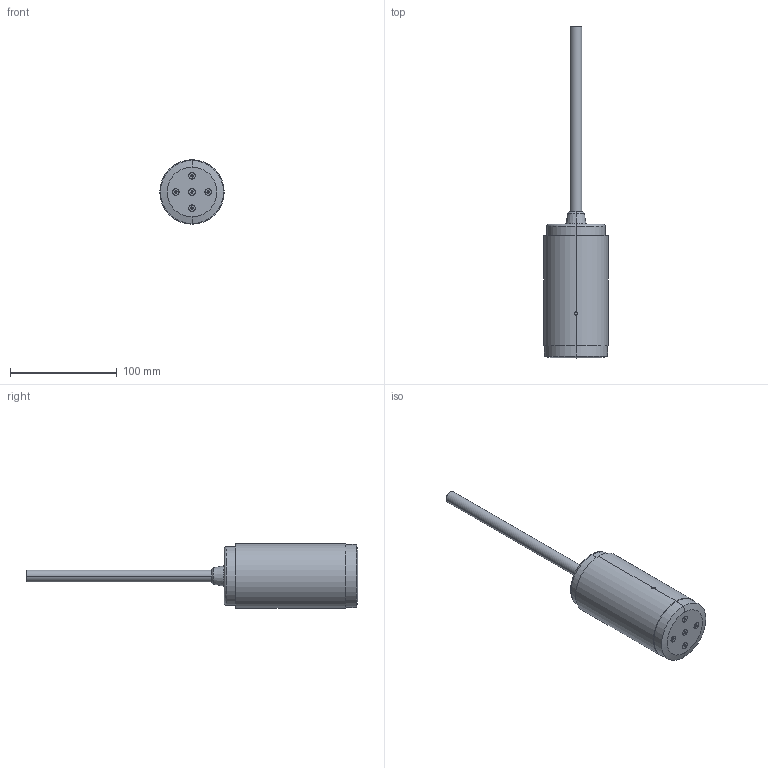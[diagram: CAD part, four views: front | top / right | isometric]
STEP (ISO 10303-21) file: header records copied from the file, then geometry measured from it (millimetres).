
FILE_DESCRIPTION (( 'STEP AP214' ), '1' );
FILE_NAME ('EML224S Customer vers.STEP', '2021-10-07T13:03:56', ( '' ), ( '' ), 'SwSTEP 2.0', 'SolidWorks 2020', '' );
FILE_SCHEMA (( 'AUTOMOTIVE_DESIGN' ));
Length unit declared in the file: millimetre
Products named in the file (11): wire sort_ST; Connector 8p_ST; Insert 13,6; wire orange_ST; Kabel 11mm_ST; wire gul_ST; wire hvit_ST; Cable with connector_ST; EML224-St鷴 ny_ST; EML224S Customer vers; DB-1061-02_ST
Assembly tree (21 placements, depth 3):
  EML224S Customer vers
    EML224-St鷴 ny_ST
    Insert 13,6  x4
    Cable with connector_ST
      Kabel 11mm_ST
      wire gul_ST  x2
      wire hvit_ST  x2
      wire orange_ST  x2
      wire sort_ST  x2
      Connector 8p_ST
    DB-1061-02_ST  x5
Bounding box: 60.2 x 310.39 x 60.2 mm (x, y, z)
Volume: 367711.1 mm3; surface area: 43464.9 mm2
Topology: 20 solids, 20 shells, 442 faces, 1057 edges, 692 vertices
Faces by surface type: plane 200, cylinder 182, torus 38, cone 22
Entity records: 7036 total; most frequent: DIRECTION 1191, CARTESIAN_POINT 1069, ORIENTED_EDGE 950, AXIS2_PLACEMENT_3D 491, EDGE_CURVE 475, VERTEX_POINT 313, CIRCLE 262, EDGE_LOOP 244
